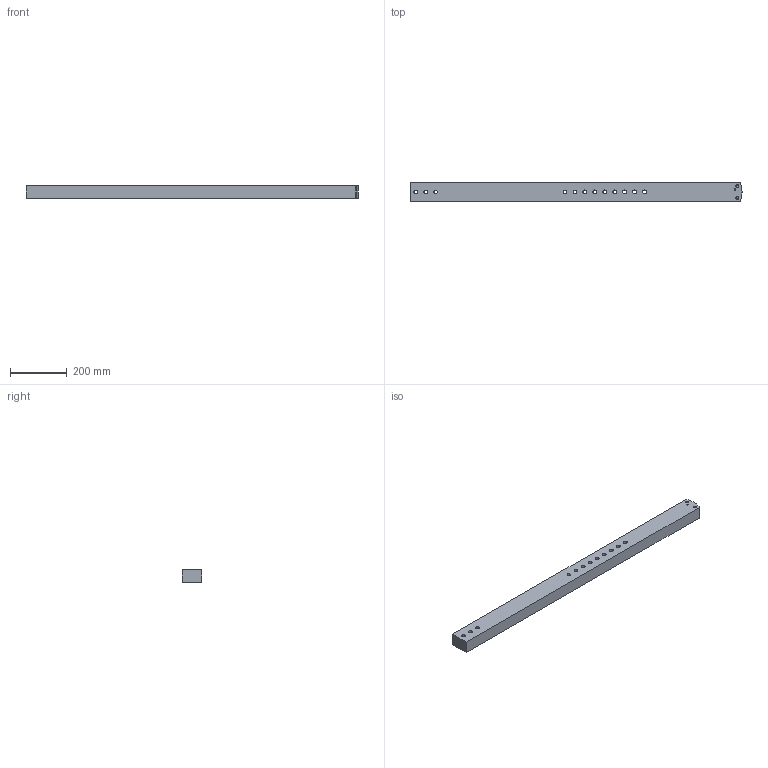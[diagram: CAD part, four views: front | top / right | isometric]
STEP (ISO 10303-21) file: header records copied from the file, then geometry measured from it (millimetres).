
FILE_DESCRIPTION(('no description'),'unknown implementation level');
FILE_NAME('C5BA05A2-B835-4163-B292-0849C9707739_export.stp',' ',('CIMSOURCE GmbH'),('CADClick - KiM GmbH - www.kimweb.de'),'unknown preprocess','ACIS','unknown authorization');
FILE_SCHEMA(('automotive_design'));
Length unit declared in the file: millimetre
Products named in the file (1): Schnitt-Rotation29
Bounding box: 1167.5 x 68 x 45 mm (x, y, z)
Volume: 3446577.1 mm3; surface area: 300139.8 mm2
Topology: 1 solids, 1 shells, 235 faces, 535 edges, 316 vertices
Faces by surface type: cylinder 146, cone 52, plane 37
Entity records: 12459 total; most frequent: DIRECTION 1273, CARTESIAN_POINT 1056, STYLED_ITEM 1051, PRESENTATION_STYLE_ASSIGNMENT 1051, COLOUR_RGB 1051, ORIENTED_EDGE 998, AXIS2_PLACEMENT_3D 533, EDGE_CURVE 499
